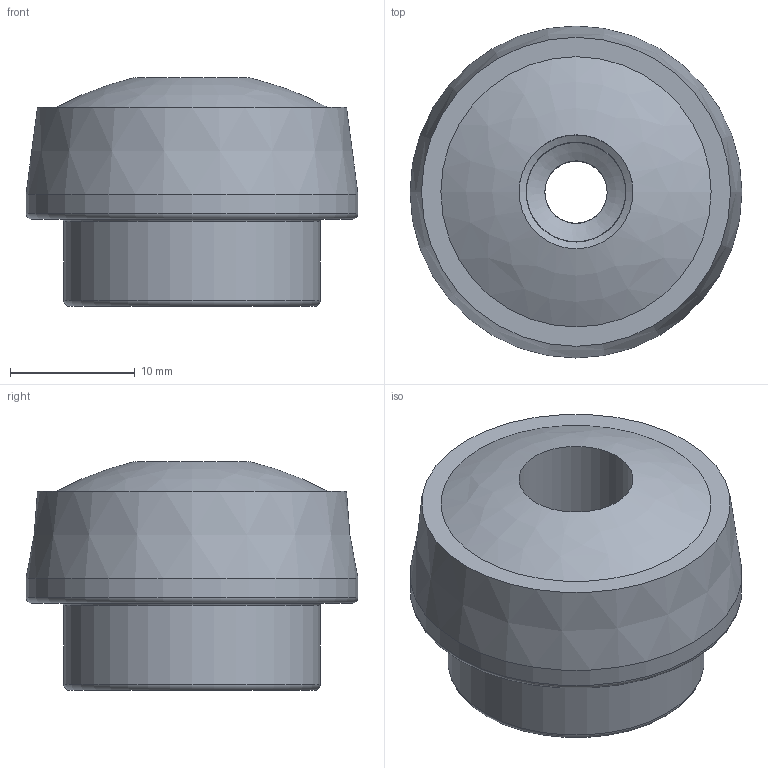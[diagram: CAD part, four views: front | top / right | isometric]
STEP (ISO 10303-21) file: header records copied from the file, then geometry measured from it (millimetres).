
FILE_DESCRIPTION( ( 'Unknown' ), '1' );
FILE_NAME( '6128011_VBZ_26_FP.stp', 'Unknown', ( 'Unknown' ), ( 'Unknown' ), 'XStep 1.0', 'Unknown', ' ' );
FILE_SCHEMA( ( 'CONFIG_CONTROL_DESIGN' ) );
Length unit declared in the file: millimetre
Products named in the file (3): Assem1; 26; 1801012_pass_per_VBZ26
Bounding box: 26.66 x 26.66 x 18.38 mm (x, y, z)
Surface area: 6005.3 mm2
Topology: 4 solids, 4 shells, 36 faces, 68 edges, 40 vertices
Faces by surface type: cylinder 12, cone 8, plane 8, torus 6, bspline 2
Full cylindrical faces by diameter (mm): 5 x2, 8 x4, 9.15 x2, 20.6 x2, 26.66 x2
Entity records: 533 total; most frequent: CARTESIAN_POINT 84, DIRECTION 76, AXIS2_PLACEMENT_3D 38, EDGE_LOOP 36, ORIENTED_EDGE 36, FACE_OUTER_BOUND 28, ADVANCED_FACE 18, EDGE_CURVE 18
